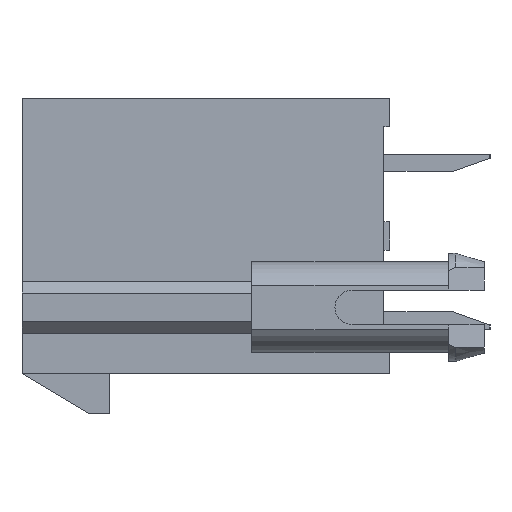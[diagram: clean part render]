
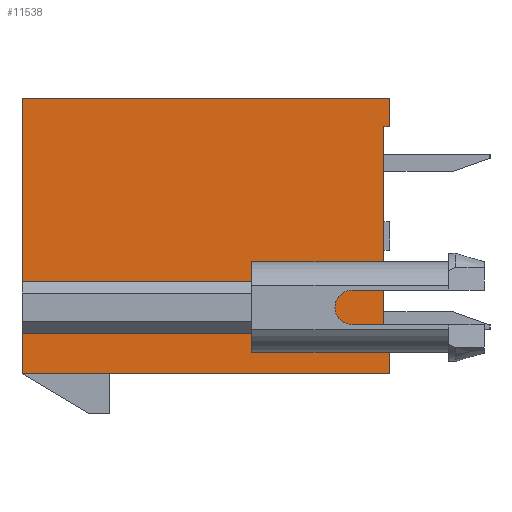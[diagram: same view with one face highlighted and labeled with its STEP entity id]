
A CAD part, left-side view. The second image highlights one B-rep face of the part: STEP entity #11538.
In plain terms, the highlighted planar face has unit normal (-1, 0, 0).
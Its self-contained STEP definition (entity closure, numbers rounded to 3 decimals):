
#1=DIRECTION('',(0.,0.,-1.));
#2=VECTOR('',#1,7.6);
#3=CARTESIAN_POINT('',(-25.8,0.2,3.8));
#4=LINE('',#3,#2);
#5=DIRECTION('',(0.,1.,0.));
#6=VECTOR('',#5,0.2);
#7=CARTESIAN_POINT('',(-25.8,0.,-3.8));
#8=LINE('',#7,#6);
#9=DIRECTION('',(0.,0.,-1.));
#10=VECTOR('',#9,1.);
#11=CARTESIAN_POINT('',(-25.8,0.,-3.8));
#12=LINE('',#11,#10);
#13=DIRECTION('',(0.,1.,0.));
#14=VECTOR('',#13,12.8);
#15=CARTESIAN_POINT('',(-25.8,0.,-4.8));
#16=LINE('',#15,#14);
#17=DIRECTION('',(0.,0.,1.));
#18=VECTOR('',#17,1.41);
#19=CARTESIAN_POINT('',(-25.8,12.8,-4.8));
#20=LINE('',#19,#18);
#21=DIRECTION('',(0.,1.,0.));
#22=VECTOR('',#21,8.);
#23=CARTESIAN_POINT('',(-25.8,4.8,-3.39));
#24=LINE('',#23,#22);
#25=DIRECTION('',(0.,0.,1.));
#26=VECTOR('',#25,0.235);
#27=CARTESIAN_POINT('',(-25.8,4.8,-3.625));
#28=LINE('',#27,#26);
#29=DIRECTION('',(0.,-1.,0.));
#30=VECTOR('',#29,2.1);
#31=CARTESIAN_POINT('',(-25.8,4.8,-3.625));
#32=LINE('',#31,#30);
#33=DIRECTION('',(0.,-1.,0.));
#34=VECTOR('',#33,2.1);
#35=CARTESIAN_POINT('',(-25.8,4.8,-1.355));
#36=LINE('',#35,#34);
#37=DIRECTION('',(0.,0.,1.));
#38=VECTOR('',#37,0.235);
#39=CARTESIAN_POINT('',(-25.8,4.8,-1.59));
#40=LINE('',#39,#38);
#41=DIRECTION('',(0.,1.,0.));
#42=VECTOR('',#41,8.);
#43=CARTESIAN_POINT('',(-25.8,4.8,-1.59));
#44=LINE('',#43,#42);
#45=DIRECTION('',(0.,0.,1.));
#46=VECTOR('',#45,6.39);
#47=CARTESIAN_POINT('',(-25.8,12.8,-1.59));
#48=LINE('',#47,#46);
#49=DIRECTION('',(0.,-1.,0.));
#50=VECTOR('',#49,12.8);
#51=CARTESIAN_POINT('',(-25.8,12.8,4.8));
#52=LINE('',#51,#50);
#53=DIRECTION('',(0.,0.,-1.));
#54=VECTOR('',#53,1.);
#55=CARTESIAN_POINT('',(-25.8,0.,4.8));
#56=LINE('',#55,#54);
#57=DIRECTION('',(0.,1.,0.));
#58=VECTOR('',#57,0.2);
#59=CARTESIAN_POINT('',(-25.8,0.,3.8));
#60=LINE('',#59,#58);
#8446=DIRECTION('',(0.,0.,1.));
#8447=VECTOR('',#8446,2.27);
#8448=CARTESIAN_POINT('',(-25.8,2.7,-3.625));
#8449=LINE('',#8448,#8447);
#8655=CARTESIAN_POINT('',(-25.8,0.,-4.8));
#8656=CARTESIAN_POINT('',(-25.8,12.8,-4.8));
#8657=VERTEX_POINT('',#8655);
#8658=VERTEX_POINT('',#8656);
#8659=CARTESIAN_POINT('',(-25.8,12.8,4.8));
#8660=CARTESIAN_POINT('',(-25.8,0.,4.8));
#8661=VERTEX_POINT('',#8659);
#8662=VERTEX_POINT('',#8660);
#8971=CARTESIAN_POINT('',(-25.8,4.8,-3.625));
#8972=CARTESIAN_POINT('',(-25.8,4.8,-3.39));
#8973=VERTEX_POINT('',#8971);
#8974=VERTEX_POINT('',#8972);
#8983=CARTESIAN_POINT('',(-25.8,4.8,-1.355));
#8985=VERTEX_POINT('',#8983);
#8989=CARTESIAN_POINT('',(-25.8,2.7,-1.355));
#8990=VERTEX_POINT('',#8989);
#8991=CARTESIAN_POINT('',(-25.8,2.7,-3.625));
#8992=VERTEX_POINT('',#8991);
#9423=CARTESIAN_POINT('',(-25.8,4.8,-1.59));
#9424=VERTEX_POINT('',#9423);
#9429=CARTESIAN_POINT('',(-25.8,12.8,-3.39));
#9430=VERTEX_POINT('',#9429);
#9431=CARTESIAN_POINT('',(-25.8,12.8,-1.59));
#9432=VERTEX_POINT('',#9431);
#9441=CARTESIAN_POINT('',(-25.8,0.,3.8));
#9442=VERTEX_POINT('',#9441);
#9443=CARTESIAN_POINT('',(-25.8,0.,-3.8));
#9444=VERTEX_POINT('',#9443);
#9453=CARTESIAN_POINT('',(-25.8,0.2,-3.8));
#9454=VERTEX_POINT('',#9453);
#9455=CARTESIAN_POINT('',(-25.8,0.2,3.8));
#9456=VERTEX_POINT('',#9455);
#11499=CARTESIAN_POINT('',(-25.8,0.,0.));
#11500=DIRECTION('',(1.,0.,0.));
#11501=DIRECTION('',(0.,0.,-1.));
#11502=AXIS2_PLACEMENT_3D('',#11499,#11500,#11501);
#11503=PLANE('',#11502);
#11505=ORIENTED_EDGE('',*,*,#11504,.T.);
#11507=ORIENTED_EDGE('',*,*,#11506,.F.);
#11509=ORIENTED_EDGE('',*,*,#11508,.T.);
#11511=ORIENTED_EDGE('',*,*,#11510,.T.);
#11513=ORIENTED_EDGE('',*,*,#11512,.T.);
#11515=ORIENTED_EDGE('',*,*,#11514,.F.);
#11517=ORIENTED_EDGE('',*,*,#11516,.F.);
#11519=ORIENTED_EDGE('',*,*,#11518,.T.);
#11521=ORIENTED_EDGE('',*,*,#11520,.T.);
#11523=ORIENTED_EDGE('',*,*,#11522,.F.);
#11525=ORIENTED_EDGE('',*,*,#11524,.F.);
#11527=ORIENTED_EDGE('',*,*,#11526,.T.);
#11529=ORIENTED_EDGE('',*,*,#11528,.T.);
#11531=ORIENTED_EDGE('',*,*,#11530,.T.);
#11533=ORIENTED_EDGE('',*,*,#11532,.T.);
#11535=ORIENTED_EDGE('',*,*,#11534,.T.);
#11536=EDGE_LOOP('',(#11505,#11507,#11509,#11511,#11513,#11515,#11517,#11519,
#11521,#11523,#11525,#11527,#11529,#11531,#11533,#11535));
#11537=FACE_OUTER_BOUND('',#11536,.F.);
#11538=ADVANCED_FACE('',(#11537),#11503,.F.);
#11504=EDGE_CURVE('',#9456,#9454,#4,.T.);
#11506=EDGE_CURVE('',#9444,#9454,#8,.T.);
#11508=EDGE_CURVE('',#9444,#8657,#12,.T.);
#11510=EDGE_CURVE('',#8657,#8658,#16,.T.);
#11512=EDGE_CURVE('',#8658,#9430,#20,.T.);
#11514=EDGE_CURVE('',#8974,#9430,#24,.T.);
#11516=EDGE_CURVE('',#8973,#8974,#28,.T.);
#11518=EDGE_CURVE('',#8973,#8992,#32,.T.);
#11520=EDGE_CURVE('',#8992,#8990,#8449,.T.);
#11522=EDGE_CURVE('',#8985,#8990,#36,.T.);
#11524=EDGE_CURVE('',#9424,#8985,#40,.T.);
#11526=EDGE_CURVE('',#9424,#9432,#44,.T.);
#11528=EDGE_CURVE('',#9432,#8661,#48,.T.);
#11530=EDGE_CURVE('',#8661,#8662,#52,.T.);
#11532=EDGE_CURVE('',#8662,#9442,#56,.T.);
#11534=EDGE_CURVE('',#9442,#9456,#60,.T.);
